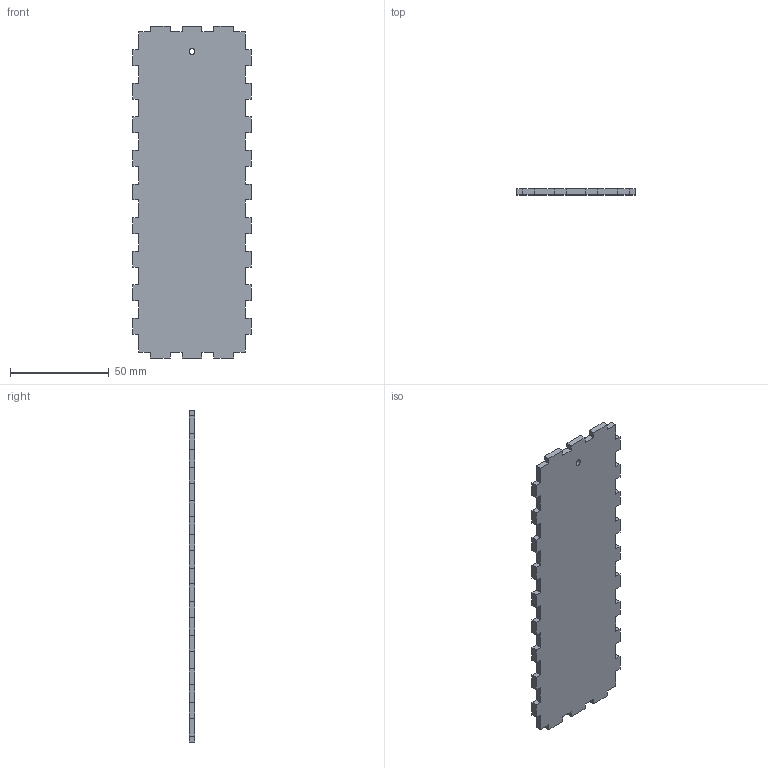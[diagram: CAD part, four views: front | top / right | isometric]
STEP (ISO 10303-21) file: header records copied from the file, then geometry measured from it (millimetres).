
FILE_DESCRIPTION( ( '' ), ' ' );
FILE_NAME( '5d68e6a9bd7a8016322b333d.step', '2019-08-30T09:04:42', ( '' ), ( '' ), ' ', ' ', ' ' );
FILE_SCHEMA( ( 'AUTOMOTIVE_DESIGN { 1 0 10303 214 1 1 1 1 }' ) );
Length unit declared in the file: metre
Products named in the file (1): Part 1
Bounding box: 60 x 3 x 168 mm (x, y, z)
Volume: 28058.8 mm3; surface area: 20462.1 mm2
Topology: 1 solids, 1 shells, 103 faces, 303 edges, 202 vertices
Faces by surface type: plane 102, cylinder 1
Full cylindrical faces by diameter (mm): 3 x1
Entity records: 4198 total; most frequent: CARTESIAN_POINT 608, ORIENTED_EDGE 604, DIRECTION 512, EDGE_CURVE 302, LINE 300, VECTOR 300, VERTEX_POINT 202, AXIS2_PLACEMENT_3D 106
